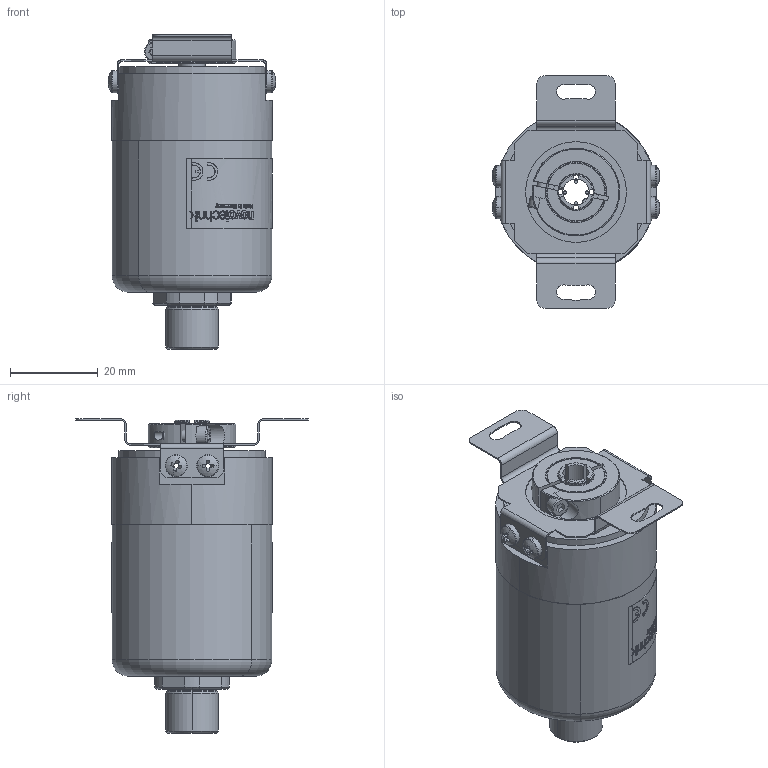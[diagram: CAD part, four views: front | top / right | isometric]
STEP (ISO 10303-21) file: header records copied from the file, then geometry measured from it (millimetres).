
FILE_DESCRIPTION (( 'STEP AP214' ), '1' );
FILE_NAME ('R_B-3607-____-____-FM_.STEP', '2016-07-20T11:50:45', ( 'dummy' ), ( 'Microsoft' ), 'SwSTEP 2.0', 'SolidWorks 2014', '' );
FILE_SCHEMA (( 'AUTOMOTIVE_DESIGN' ));
Length unit declared in the file: millimetre
Products named in the file (1): R_B-3607-____-____-FM_
Bounding box: 38.23 x 53 x 71.7 mm (x, y, z)
Surface area: 13815.9 mm2 (no closed solid volume)
Topology: 0 solids, 24 shells, 986 faces, 4743 edges, 3608 vertices
Faces by surface type: plane 352, bspline 305, cylinder 273, cone 26, torus 22, sphere 8
Entity records: 87026 total; most frequent: CARTESIAN_POINT 44522, ORIENTED_EDGE 6728, EDGE_CURVE 4743, DIRECTION 4522, VERTEX_POINT 3608, B_SPLINE_CURVE_WITH_KNOTS 2457, AXIS2_PLACEMENT_3D 1556, VECTOR 1410
